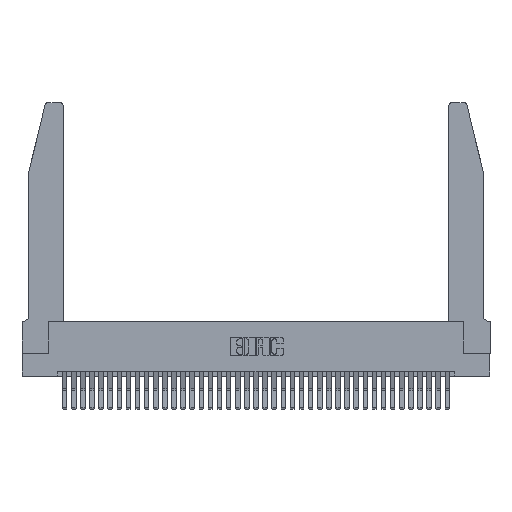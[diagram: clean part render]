
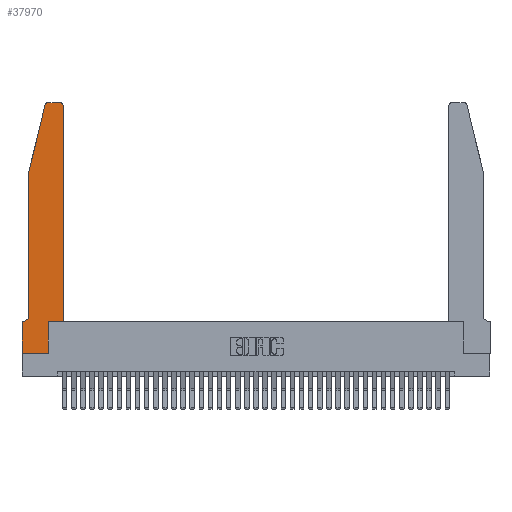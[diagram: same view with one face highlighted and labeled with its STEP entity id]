
A CAD part, top view. The second image highlights one B-rep face of the part: STEP entity #37970.
In plain terms, the highlighted planar face has unit normal (0, 0, 1).
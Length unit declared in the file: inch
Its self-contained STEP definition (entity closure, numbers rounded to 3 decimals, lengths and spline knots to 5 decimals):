
#197 = DIRECTION ( 'NONE',  ( 0., 0., -1. ) ) ;
#467 = CARTESIAN_POINT ( 'NONE',  ( 0.4205, 2.72, 0.37 ) ) ;
#771 = CIRCLE ( 'NONE', #18548, 0.03 ) ;
#981 = LINE ( 'NONE', #3075, #31733 ) ;
#1902 = EDGE_CURVE ( 'NONE', #9308, #14271, #23533, .T. ) ;
#2490 = VERTEX_POINT ( 'NONE', #6605 ) ;
#2973 = CARTESIAN_POINT ( 'NONE',  ( 0.2865, 0.35, 0.37 ) ) ;
#3075 = CARTESIAN_POINT ( 'NONE',  ( 0., 0., 0.37 ) ) ;
#3459 = DIRECTION ( 'NONE',  ( 1., 0., 0. ) ) ;
#4260 = ORIENTED_EDGE ( 'NONE', *, *, #9552, .T. ) ;
#4295 = VERTEX_POINT ( 'NONE', #29499 ) ;
#4555 = DIRECTION ( 'NONE',  ( 0., 0., 1. ) ) ;
#4773 = DIRECTION ( 'NONE',  ( 0., 1., 0. ) ) ;
#4789 = LINE ( 'NONE', #28676, #19793 ) ;
#5599 = DIRECTION ( 'NONE',  ( 1., 0., 0. ) ) ;
#5661 = EDGE_CURVE ( 'NONE', #12648, #4295, #14192, .T. ) ;
#6605 = CARTESIAN_POINT ( 'NONE',  ( 0.0755, 0.42, 0.37 ) ) ;
#7164 = EDGE_LOOP ( 'NONE', ( #9929, #30299, #4260, #23409, #26579, #27177, #30662, #18946, #35390, #16024, #22721, #17167 ) ) ;
#7195 = EDGE_CURVE ( 'NONE', #29684, #24655, #33521, .T. ) ;
#8937 = EDGE_CURVE ( 'NONE', #24655, #12648, #13530, .T. ) ;
#9308 = VERTEX_POINT ( 'NONE', #28628 ) ;
#9552 = EDGE_CURVE ( 'NONE', #30998, #37311, #30938, .T. ) ;
#9929 = ORIENTED_EDGE ( 'NONE', *, *, #33727, .T. ) ;
#10091 = CARTESIAN_POINT ( 'NONE',  ( 0.2605, 2.75, 0.37 ) ) ;
#10165 = CARTESIAN_POINT ( 'NONE',  ( 0.4205, 2.75, 0.37 ) ) ;
#10765 = CARTESIAN_POINT ( 'NONE',  ( 0.0755, 2., 0.37 ) ) ;
#11380 = EDGE_CURVE ( 'NONE', #14525, #29684, #981, .T. ) ;
#11790 = DIRECTION ( 'NONE',  ( -0.239, -0.971, 0. ) ) ;
#11836 = VECTOR ( 'NONE', #13150, 39.37008 ) ;
#12203 = DIRECTION ( 'NONE',  ( 1., 0., 0. ) ) ;
#12648 = VERTEX_POINT ( 'NONE', #20672 ) ;
#12934 = CARTESIAN_POINT ( 'NONE',  ( 0.4505, 0.35, 0.37 ) ) ;
#13150 = DIRECTION ( 'NONE',  ( -1., 0., 0. ) ) ;
#13530 = LINE ( 'NONE', #23465, #36153 ) ;
#13791 = DIRECTION ( 'NONE',  ( 0., -1., 0. ) ) ;
#13884 = CARTESIAN_POINT ( 'NONE',  ( 0.2865, 0.35, 0.37 ) ) ;
#14192 = LINE ( 'NONE', #12934, #28971 ) ;
#14219 = VERTEX_POINT ( 'NONE', #31079 ) ;
#14271 = VERTEX_POINT ( 'NONE', #28366 ) ;
#14398 = CARTESIAN_POINT ( 'NONE',  ( 0.25487, 2.72718, 0.37 ) ) ;
#14525 = VERTEX_POINT ( 'NONE', #33139 ) ;
#15933 = DIRECTION ( 'NONE',  ( 0., 1., 0. ) ) ;
#16024 = ORIENTED_EDGE ( 'NONE', *, *, #8937, .T. ) ;
#16440 = CARTESIAN_POINT ( 'NONE',  ( 0.0755, 2., 0.37 ) ) ;
#16527 = PLANE ( 'NONE',  #26466 ) ;
#16661 = DIRECTION ( 'NONE',  ( 0., 0., 1. ) ) ;
#17104 = VERTEX_POINT ( 'NONE', #10165 ) ;
#17167 = ORIENTED_EDGE ( 'NONE', *, *, #35375, .T. ) ;
#17285 = LINE ( 'NONE', #10765, #32062 ) ;
#18154 = CARTESIAN_POINT ( 'NONE',  ( 0.0055, 0.42, 0.37 ) ) ;
#18548 = AXIS2_PLACEMENT_3D ( 'NONE', #22454, #4555, #25424 ) ;
#18946 = ORIENTED_EDGE ( 'NONE', *, *, #11380, .T. ) ;
#19793 = VECTOR ( 'NONE', #31634, 39.37008 ) ;
#20656 = LINE ( 'NONE', #10091, #11836 ) ;
#20672 = CARTESIAN_POINT ( 'NONE',  ( 0.4505, 0.35, 0.37 ) ) ;
#21117 = DIRECTION ( 'NONE',  ( -1., 0., 0. ) ) ;
#21392 = DIRECTION ( 'NONE',  ( 0., 0., 1. ) ) ;
#21540 = CARTESIAN_POINT ( 'NONE',  ( 0.0755, 0.35, 0.37 ) ) ;
#21693 = VECTOR ( 'NONE', #36232, 39.37008 ) ;
#22454 = CARTESIAN_POINT ( 'NONE',  ( 0.284, 2.72, 0.37 ) ) ;
#22721 = ORIENTED_EDGE ( 'NONE', *, *, #5661, .T. ) ;
#23409 = ORIENTED_EDGE ( 'NONE', *, *, #36859, .T. ) ;
#23454 = EDGE_CURVE ( 'NONE', #2490, #9308, #27911, .T. ) ;
#23465 = CARTESIAN_POINT ( 'NONE',  ( 0.4505, 0.35, 0.37 ) ) ;
#23533 = LINE ( 'NONE', #21540, #21693 ) ;
#24655 = VERTEX_POINT ( 'NONE', #2973 ) ;
#25424 = DIRECTION ( 'NONE',  ( 1., 0., 0. ) ) ;
#25591 = CARTESIAN_POINT ( 'NONE',  ( 0.2865, 0., 0.37 ) ) ;
#26466 = AXIS2_PLACEMENT_3D ( 'NONE', #34351, #16661, #37275 ) ;
#26579 = ORIENTED_EDGE ( 'NONE', *, *, #23454, .T. ) ;
#27177 = ORIENTED_EDGE ( 'NONE', *, *, #1902, .T. ) ;
#27768 = EDGE_CURVE ( 'NONE', #14271, #14525, #4789, .T. ) ;
#27911 = CIRCLE ( 'NONE', #28325, 0.07 ) ;
#28325 = AXIS2_PLACEMENT_3D ( 'NONE', #18154, #197, #21117 ) ;
#28366 = CARTESIAN_POINT ( 'NONE',  ( 0., 0.35, 0.37 ) ) ;
#28628 = CARTESIAN_POINT ( 'NONE',  ( 0.0055, 0.35, 0.37 ) ) ;
#28676 = CARTESIAN_POINT ( 'NONE',  ( 0., 0., 0.37 ) ) ;
#28971 = VECTOR ( 'NONE', #15933, 39.37008 ) ;
#29499 = CARTESIAN_POINT ( 'NONE',  ( 0.4505, 2.72, 0.37 ) ) ;
#29684 = VERTEX_POINT ( 'NONE', #25591 ) ;
#30299 = ORIENTED_EDGE ( 'NONE', *, *, #37958, .T. ) ;
#30662 = ORIENTED_EDGE ( 'NONE', *, *, #27768, .T. ) ;
#30938 = LINE ( 'NONE', #38254, #37836 ) ;
#30998 = VERTEX_POINT ( 'NONE', #14398 ) ;
#31079 = CARTESIAN_POINT ( 'NONE',  ( 0.284, 2.75, 0.37 ) ) ;
#31634 = DIRECTION ( 'NONE',  ( 0., -1., 0. ) ) ;
#31733 = VECTOR ( 'NONE', #12203, 39.37008 ) ;
#32062 = VECTOR ( 'NONE', #13791, 39.37008 ) ;
#33139 = CARTESIAN_POINT ( 'NONE',  ( 0., 0., 0.37 ) ) ;
#33521 = LINE ( 'NONE', #13884, #34475 ) ;
#33727 = EDGE_CURVE ( 'NONE', #17104, #14219, #20656, .T. ) ;
#34351 = CARTESIAN_POINT ( 'NONE',  ( 0., 0.35, 0.37 ) ) ;
#34475 = VECTOR ( 'NONE', #4773, 39.37008 ) ;
#35375 = EDGE_CURVE ( 'NONE', #4295, #17104, #35873, .T. ) ;
#35390 = ORIENTED_EDGE ( 'NONE', *, *, #7195, .T. ) ;
#35873 = CIRCLE ( 'NONE', #38240, 0.03 ) ;
#36153 = VECTOR ( 'NONE', #5599, 39.37008 ) ;
#36232 = DIRECTION ( 'NONE',  ( -1., 0., 0. ) ) ;
#36859 = EDGE_CURVE ( 'NONE', #37311, #2490, #17285, .T. ) ;
#37275 = DIRECTION ( 'NONE',  ( 1., 0., 0. ) ) ;
#37311 = VERTEX_POINT ( 'NONE', #16440 ) ;
#37836 = VECTOR ( 'NONE', #11790, 39.37008 ) ;
#37958 = EDGE_CURVE ( 'NONE', #14219, #30998, #771, .T. ) ;
#37970 = ADVANCED_FACE ( 'NONE', ( #38406 ), #16527, .T. ) ;
#38240 = AXIS2_PLACEMENT_3D ( 'NONE', #467, #21392, #3459 ) ;
#38254 = CARTESIAN_POINT ( 'NONE',  ( 0.0755, 2., 0.37 ) ) ;
#38406 = FACE_OUTER_BOUND ( 'NONE', #7164, .T. ) ;
